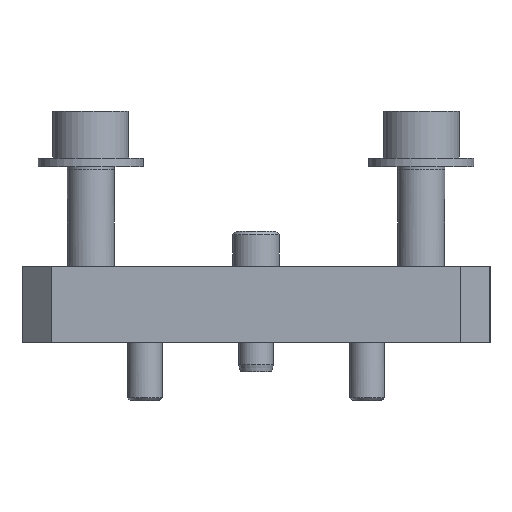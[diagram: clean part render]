
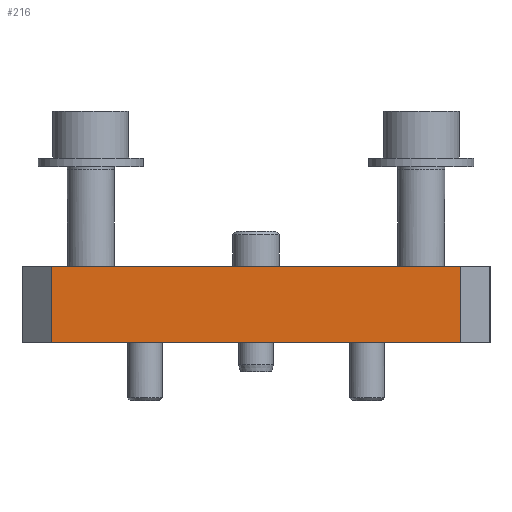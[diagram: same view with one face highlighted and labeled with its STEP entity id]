
A CAD part, left-side view. The second image highlights one B-rep face of the part: STEP entity #216.
In plain terms, the highlighted planar face has unit normal (-1, 0, 0).
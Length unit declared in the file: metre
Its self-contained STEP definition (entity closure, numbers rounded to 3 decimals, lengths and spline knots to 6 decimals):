
#216 = ADVANCED_FACE( '', ( #588 ), #589, .T. );
#588 = FACE_OUTER_BOUND( '', #1219, .T. );
#589 = PLANE( '', #1220 );
#1219 = EDGE_LOOP( '', ( #1959, #1960, #1961, #1962 ) );
#1220 = AXIS2_PLACEMENT_3D( '', #1963, #1964, #1965 );
#1959 = ORIENTED_EDGE( '', *, *, #3144, .T. );
#1960 = ORIENTED_EDGE( '', *, *, #3145, .T. );
#1961 = ORIENTED_EDGE( '', *, *, #3146, .F. );
#1962 = ORIENTED_EDGE( '', *, *, #3101, .T. );
#1963 = CARTESIAN_POINT( '', ( -0.065, -0.04, 0.013 ) );
#1964 = DIRECTION( '', ( -1., 0., 0. ) );
#1965 = DIRECTION( '', ( 0., -1., 0. ) );
#3101 = EDGE_CURVE( '', #3551, #3548, #3552, .T. );
#3144 = EDGE_CURVE( '', #3548, #3624, #3625, .T. );
#3145 = EDGE_CURVE( '', #3624, #3626, #3627, .T. );
#3146 = EDGE_CURVE( '', #3551, #3626, #3628, .T. );
#3548 = VERTEX_POINT( '', #4210 );
#3551 = VERTEX_POINT( '', #4214 );
#3552 = LINE( '', #4215, #4216 );
#3624 = VERTEX_POINT( '', #4345 );
#3625 = LINE( '', #4346, #4347 );
#3626 = VERTEX_POINT( '', #4348 );
#3627 = LINE( '', #4349, #4350 );
#3628 = LINE( '', #4351, #4352 );
#4210 = CARTESIAN_POINT( '', ( -0.065, -0.035, 0.013 ) );
#4214 = CARTESIAN_POINT( '', ( -0.065, -0.035, 0. ) );
#4215 = CARTESIAN_POINT( '', ( -0.065, -0.035, 0.013 ) );
#4216 = VECTOR( '', #5291, 1. );
#4345 = CARTESIAN_POINT( '', ( -0.065, 0.035, 0.013 ) );
#4346 = CARTESIAN_POINT( '', ( -0.065, -0.04, 0.013 ) );
#4347 = VECTOR( '', #5337, 1. );
#4348 = CARTESIAN_POINT( '', ( -0.065, 0.035, 0. ) );
#4349 = CARTESIAN_POINT( '', ( -0.065, 0.035, 0.013 ) );
#4350 = VECTOR( '', #5338, 1. );
#4351 = CARTESIAN_POINT( '', ( -0.065, -0.04, 0. ) );
#4352 = VECTOR( '', #5339, 1. );
#5291 = DIRECTION( '', ( 0., 0., 1. ) );
#5337 = DIRECTION( '', ( 0., 1., 0. ) );
#5338 = DIRECTION( '', ( 0., 0., -1. ) );
#5339 = DIRECTION( '', ( 0., 1., 0. ) );
